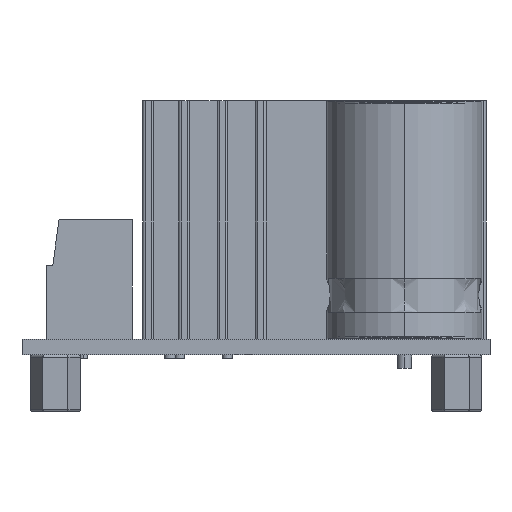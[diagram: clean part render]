
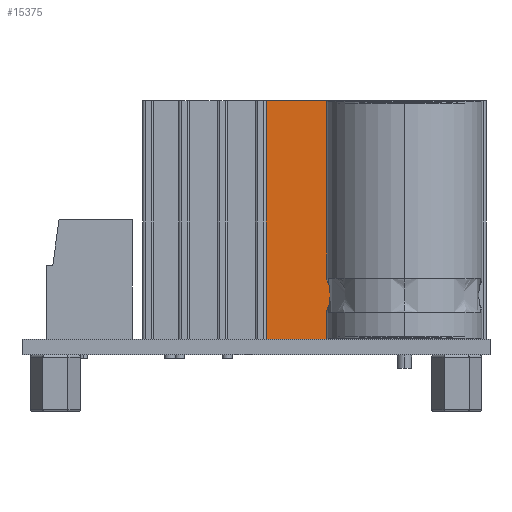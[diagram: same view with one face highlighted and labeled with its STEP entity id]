
A CAD part, left-side view. The second image highlights one B-rep face of the part: STEP entity #15375.
In plain terms, the highlighted planar face has unit normal (-1, 0, 0).
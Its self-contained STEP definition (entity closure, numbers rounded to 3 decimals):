
#373 = CARTESIAN_POINT ( 'NONE',  ( 65.93, -22.065, 32.6 ) ) ;
#486 = LINE ( 'NONE', #373, #8200 ) ;
#844 = PLANE ( 'NONE',  #16519 ) ;
#3042 = DIRECTION ( 'NONE',  ( 0., 1., 0. ) ) ;
#3258 = CARTESIAN_POINT ( 'NONE',  ( 65.93, -22.065, 7.6 ) ) ;
#4108 = EDGE_CURVE ( 'NONE', #4547, #15157, #20650, .T. ) ;
#4547 = VERTEX_POINT ( 'NONE', #19400 ) ;
#4962 = DIRECTION ( 'NONE',  ( 0., -1., 0. ) ) ;
#6338 = ORIENTED_EDGE ( 'NONE', *, *, #22041, .F. ) ;
#6705 = VECTOR ( 'NONE', #19905, 1000. ) ;
#8117 = DIRECTION ( 'NONE',  ( 0., 0., -1. ) ) ;
#8200 = VECTOR ( 'NONE', #8117, 1000. ) ;
#8209 = CARTESIAN_POINT ( 'NONE',  ( 65.93, -22.065, 32.6 ) ) ;
#8418 = LINE ( 'NONE', #15807, #23505 ) ;
#11280 = DIRECTION ( 'NONE',  ( 0., 1., 0. ) ) ;
#12260 = FACE_OUTER_BOUND ( 'NONE', #23769, .T. ) ;
#12360 = ORIENTED_EDGE ( 'NONE', *, *, #19070, .T. ) ;
#12924 = VERTEX_POINT ( 'NONE', #18219 ) ;
#13165 = VECTOR ( 'NONE', #11280, 1000. ) ;
#15157 = VERTEX_POINT ( 'NONE', #3258 ) ;
#15375 = ADVANCED_FACE ( 'NONE', ( #12260 ), #844, .T. ) ;
#15807 = CARTESIAN_POINT ( 'NONE',  ( 65.93, -22.065, 32.6 ) ) ;
#16519 = AXIS2_PLACEMENT_3D ( 'NONE', #8209, #19917, #4962 ) ;
#17839 = CARTESIAN_POINT ( 'NONE',  ( 65.93, -32.165, 32.6 ) ) ;
#18219 = CARTESIAN_POINT ( 'NONE',  ( 65.93, -32.165, 32.6 ) ) ;
#18536 = CARTESIAN_POINT ( 'NONE',  ( 65.93, -22.065, 32.6 ) ) ;
#18972 = VERTEX_POINT ( 'NONE', #18536 ) ;
#19070 = EDGE_CURVE ( 'NONE', #12924, #18972, #8418, .T. ) ;
#19400 = CARTESIAN_POINT ( 'NONE',  ( 65.93, -32.165, 7.6 ) ) ;
#19544 = LINE ( 'NONE', #17839, #6705 ) ;
#19905 = DIRECTION ( 'NONE',  ( 0., 0., -1. ) ) ;
#19917 = DIRECTION ( 'NONE',  ( -1., 0., 0. ) ) ;
#20101 = EDGE_CURVE ( 'NONE', #18972, #15157, #486, .T. ) ;
#20650 = LINE ( 'NONE', #24281, #13165 ) ;
#22041 = EDGE_CURVE ( 'NONE', #12924, #4547, #19544, .T. ) ;
#22463 = ORIENTED_EDGE ( 'NONE', *, *, #4108, .F. ) ;
#23505 = VECTOR ( 'NONE', #3042, 1000. ) ;
#23769 = EDGE_LOOP ( 'NONE', ( #12360, #24218, #22463, #6338 ) ) ;
#24218 = ORIENTED_EDGE ( 'NONE', *, *, #20101, .T. ) ;
#24281 = CARTESIAN_POINT ( 'NONE',  ( 65.93, -22.065, 7.6 ) ) ;
